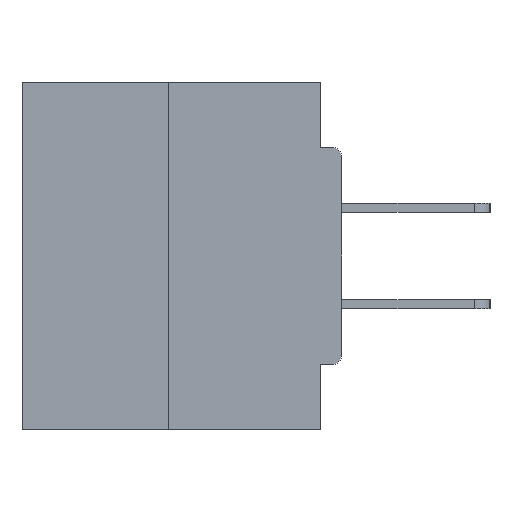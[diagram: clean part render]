
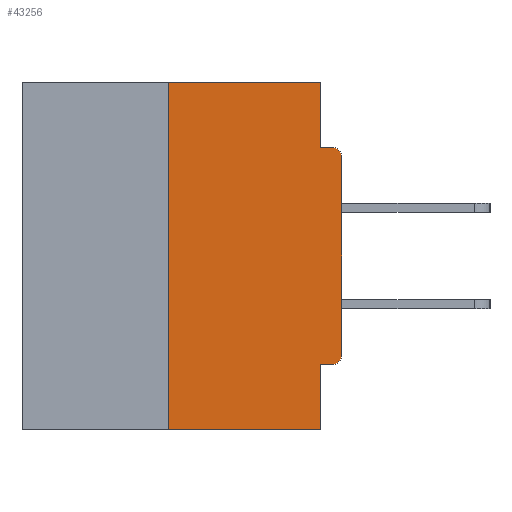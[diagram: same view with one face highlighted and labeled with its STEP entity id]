
A CAD part, left-side view. The second image highlights one B-rep face of the part: STEP entity #43256.
In plain terms, the highlighted planar face has unit normal (-1, 0, 0).
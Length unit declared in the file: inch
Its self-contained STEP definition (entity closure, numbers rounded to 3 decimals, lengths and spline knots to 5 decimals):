
#72 = VERTEX_POINT ( 'NONE', #22197 ) ;
#548 = CARTESIAN_POINT ( 'NONE',  ( 0., 0., -0.3915 ) ) ;
#934 = EDGE_CURVE ( 'NONE', #9228, #16628, #44808, .T. ) ;
#1570 = PLANE ( 'NONE',  #24838 ) ;
#2198 = LINE ( 'NONE', #33325, #13097 ) ;
#3774 = ORIENTED_EDGE ( 'NONE', *, *, #45088, .T. ) ;
#4970 = ORIENTED_EDGE ( 'NONE', *, *, #11737, .T. ) ;
#6602 = DIRECTION ( 'NONE',  ( 0., 0., -1. ) ) ;
#7817 = CARTESIAN_POINT ( 'NONE',  ( 0., 0.25, 0. ) ) ;
#8351 = CARTESIAN_POINT ( 'NONE',  ( 0., 0.031, 0. ) ) ;
#9228 = VERTEX_POINT ( 'NONE', #44057 ) ;
#9766 = VECTOR ( 'NONE', #24507, 39.37008 ) ;
#10601 = CARTESIAN_POINT ( 'NONE',  ( 0., 0., -0.0935 ) ) ;
#10689 = LINE ( 'NONE', #10601, #13425 ) ;
#11367 = DIRECTION ( 'NONE',  ( 0., 0., 1. ) ) ;
#11383 = VECTOR ( 'NONE', #34968, 39.37008 ) ;
#11607 = CARTESIAN_POINT ( 'NONE',  ( 0., 0.25, -0.5 ) ) ;
#11737 = EDGE_CURVE ( 'NONE', #39801, #21410, #40788, .T. ) ;
#12721 = ORIENTED_EDGE ( 'NONE', *, *, #934, .T. ) ;
#12732 = CARTESIAN_POINT ( 'NONE',  ( 0., 0.46, -0.5 ) ) ;
#12802 = VECTOR ( 'NONE', #33578, 39.37008 ) ;
#13097 = VECTOR ( 'NONE', #43548, 39.37008 ) ;
#13425 = VECTOR ( 'NONE', #40551, 39.37008 ) ;
#13822 = VERTEX_POINT ( 'NONE', #44081 ) ;
#15173 = DIRECTION ( 'NONE',  ( 0., 0., -1. ) ) ;
#15864 = LINE ( 'NONE', #25080, #43277 ) ;
#15919 = ORIENTED_EDGE ( 'NONE', *, *, #33633, .T. ) ;
#15928 = CARTESIAN_POINT ( 'NONE',  ( 0., 0., 0. ) ) ;
#16507 = VERTEX_POINT ( 'NONE', #17235 ) ;
#16628 = VERTEX_POINT ( 'NONE', #548 ) ;
#17051 = EDGE_CURVE ( 'NONE', #72, #27765, #10689, .T. ) ;
#17235 = CARTESIAN_POINT ( 'NONE',  ( 0., 0.25, 0. ) ) ;
#17319 = CARTESIAN_POINT ( 'NONE',  ( 0., 0.46, 0. ) ) ;
#17745 = DIRECTION ( 'NONE',  ( -1., 0., 0. ) ) ;
#18550 = CIRCLE ( 'NONE', #42136, 0.015 ) ;
#19081 = LINE ( 'NONE', #31535, #9766 ) ;
#19587 = LINE ( 'NONE', #17319, #11383 ) ;
#20437 = AXIS2_PLACEMENT_3D ( 'NONE', #45319, #17745, #28019 ) ;
#21031 = ORIENTED_EDGE ( 'NONE', *, *, #23252, .F. ) ;
#21410 = VERTEX_POINT ( 'NONE', #33242 ) ;
#21499 = ORIENTED_EDGE ( 'NONE', *, *, #36964, .F. ) ;
#21831 = DIRECTION ( 'NONE',  ( 0., 0., -1. ) ) ;
#22197 = CARTESIAN_POINT ( 'NONE',  ( 0., 0.031, -0.0935 ) ) ;
#22523 = DIRECTION ( 'NONE',  ( 1., 0., 0. ) ) ;
#23202 = LINE ( 'NONE', #15928, #12802 ) ;
#23252 = EDGE_CURVE ( 'NONE', #39801, #16507, #35682, .T. ) ;
#24507 = DIRECTION ( 'NONE',  ( 0., 1., 0. ) ) ;
#24838 = AXIS2_PLACEMENT_3D ( 'NONE', #26053, #22523, #15173 ) ;
#25080 = CARTESIAN_POINT ( 'NONE',  ( 0., 0.031, -0.5 ) ) ;
#26053 = CARTESIAN_POINT ( 'NONE',  ( 0., 0.46, 0. ) ) ;
#26504 = DIRECTION ( 'NONE',  ( 0., -1., 0. ) ) ;
#27765 = VERTEX_POINT ( 'NONE', #35369 ) ;
#28019 = DIRECTION ( 'NONE',  ( 0., 0., -1. ) ) ;
#28327 = VERTEX_POINT ( 'NONE', #40421 ) ;
#28523 = ORIENTED_EDGE ( 'NONE', *, *, #42674, .F. ) ;
#29309 = VECTOR ( 'NONE', #26504, 39.37008 ) ;
#31535 = CARTESIAN_POINT ( 'NONE',  ( 0., 0., -0.4065 ) ) ;
#33242 = CARTESIAN_POINT ( 'NONE',  ( 0., 0.031, -0.5 ) ) ;
#33263 = EDGE_LOOP ( 'NONE', ( #21499, #21031, #4970, #41872, #28523, #12721, #15919, #3774, #39495, #37877 ) ) ;
#33325 = CARTESIAN_POINT ( 'NONE',  ( 0., 0.031, 0. ) ) ;
#33578 = DIRECTION ( 'NONE',  ( 0., 0., 1. ) ) ;
#33633 = EDGE_CURVE ( 'NONE', #16628, #13822, #23202, .T. ) ;
#34962 = DIRECTION ( 'NONE',  ( -1., 0., 0. ) ) ;
#34968 = DIRECTION ( 'NONE',  ( 0., -1., 0. ) ) ;
#35369 = CARTESIAN_POINT ( 'NONE',  ( 0., 0.015, -0.0935 ) ) ;
#35451 = FACE_OUTER_BOUND ( 'NONE', #33263, .T. ) ;
#35682 = LINE ( 'NONE', #7817, #43304 ) ;
#36964 = EDGE_CURVE ( 'NONE', #16507, #37561, #19587, .T. ) ;
#37561 = VERTEX_POINT ( 'NONE', #8351 ) ;
#37753 = EDGE_CURVE ( 'NONE', #37561, #72, #2198, .T. ) ;
#37877 = ORIENTED_EDGE ( 'NONE', *, *, #37753, .F. ) ;
#39495 = ORIENTED_EDGE ( 'NONE', *, *, #17051, .F. ) ;
#39801 = VERTEX_POINT ( 'NONE', #11607 ) ;
#40421 = CARTESIAN_POINT ( 'NONE',  ( 0., 0.031, -0.4065 ) ) ;
#40551 = DIRECTION ( 'NONE',  ( 0., -1., 0. ) ) ;
#40788 = LINE ( 'NONE', #12732, #29309 ) ;
#41624 = CARTESIAN_POINT ( 'NONE',  ( 0., 0.015, -0.1085 ) ) ;
#41872 = ORIENTED_EDGE ( 'NONE', *, *, #44224, .F. ) ;
#42136 = AXIS2_PLACEMENT_3D ( 'NONE', #41624, #34962, #6602 ) ;
#42674 = EDGE_CURVE ( 'NONE', #9228, #28327, #19081, .T. ) ;
#43256 = ADVANCED_FACE ( 'NONE', ( #35451 ), #1570, .F. ) ;
#43277 = VECTOR ( 'NONE', #21831, 39.37008 ) ;
#43304 = VECTOR ( 'NONE', #11367, 39.37008 ) ;
#43548 = DIRECTION ( 'NONE',  ( 0., 0., -1. ) ) ;
#44057 = CARTESIAN_POINT ( 'NONE',  ( 0., 0.015, -0.4065 ) ) ;
#44081 = CARTESIAN_POINT ( 'NONE',  ( 0., 0., -0.1085 ) ) ;
#44224 = EDGE_CURVE ( 'NONE', #28327, #21410, #15864, .T. ) ;
#44808 = CIRCLE ( 'NONE', #20437, 0.015 ) ;
#45088 = EDGE_CURVE ( 'NONE', #13822, #27765, #18550, .T. ) ;
#45319 = CARTESIAN_POINT ( 'NONE',  ( 0., 0.015, -0.3915 ) ) ;
